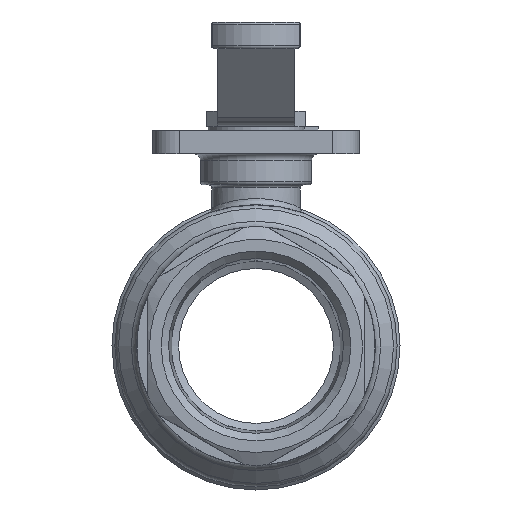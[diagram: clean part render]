
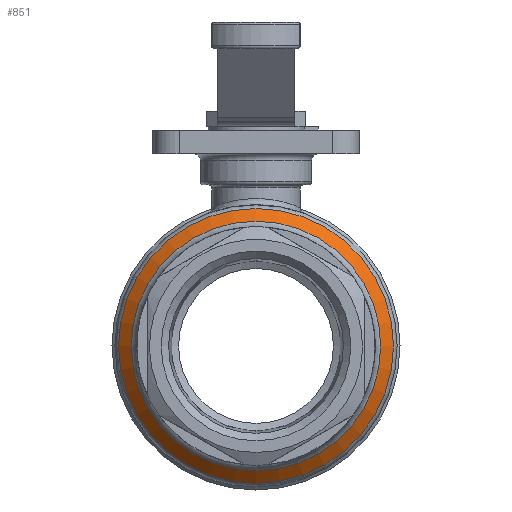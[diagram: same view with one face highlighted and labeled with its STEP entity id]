
A CAD part, left-side view. The second image highlights one B-rep face of the part: STEP entity #851.
In plain terms, the highlighted conical face has half-angle 45 degrees and reference radius 40.257 mm.
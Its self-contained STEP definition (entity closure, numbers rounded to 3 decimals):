
#851=ADVANCED_FACE('',(#1807,#1808),#1809,.T.);
#1807=FACE_OUTER_BOUND('',#4217,.T.);
#1808=FACE_BOUND('',#4218,.T.);
#1809=CONICAL_SURFACE('',#4219,40.257,0.785);
#4217=EDGE_LOOP('',(#5839));
#4218=EDGE_LOOP('',(#5840));
#4219=AXIS2_PLACEMENT_3D('',#5841,#5842,#5843);
#5839=ORIENTED_EDGE('',*,*,#8754,.T.);
#5840=ORIENTED_EDGE('',*,*,#8756,.F.);
#5841=CARTESIAN_POINT('',(-27.093,0.0,0.0));
#5842=DIRECTION('',(1.0,-0.0,0.0));
#5843=DIRECTION('',(0.0,0.0,-1.0));
#8754=EDGE_CURVE('',#10083,#10083,#10084,.T.);
#8756=EDGE_CURVE('',#10086,#10086,#10087,.T.);
#10083=VERTEX_POINT('',#12331);
#10084=CIRCLE('',#12332,44.378);
#10086=VERTEX_POINT('',#12334);
#10087=CIRCLE('',#12335,40.257);
#12331=CARTESIAN_POINT('',(-22.972,0.0,44.378));
#12332=AXIS2_PLACEMENT_3D('',#14957,#14958,#14959);
#12334=CARTESIAN_POINT('',(-27.093,0.0,40.257));
#12335=AXIS2_PLACEMENT_3D('',#14960,#14961,#14962);
#14957=CARTESIAN_POINT('',(-22.972,0.0,0.0));
#14958=DIRECTION('',(-1.0,0.0,0.0));
#14959=DIRECTION('',(0.0,0.0,1.0));
#14960=CARTESIAN_POINT('',(-27.093,0.0,0.0));
#14961=DIRECTION('',(-1.0,0.0,0.0));
#14962=DIRECTION('',(0.0,0.0,1.0));
